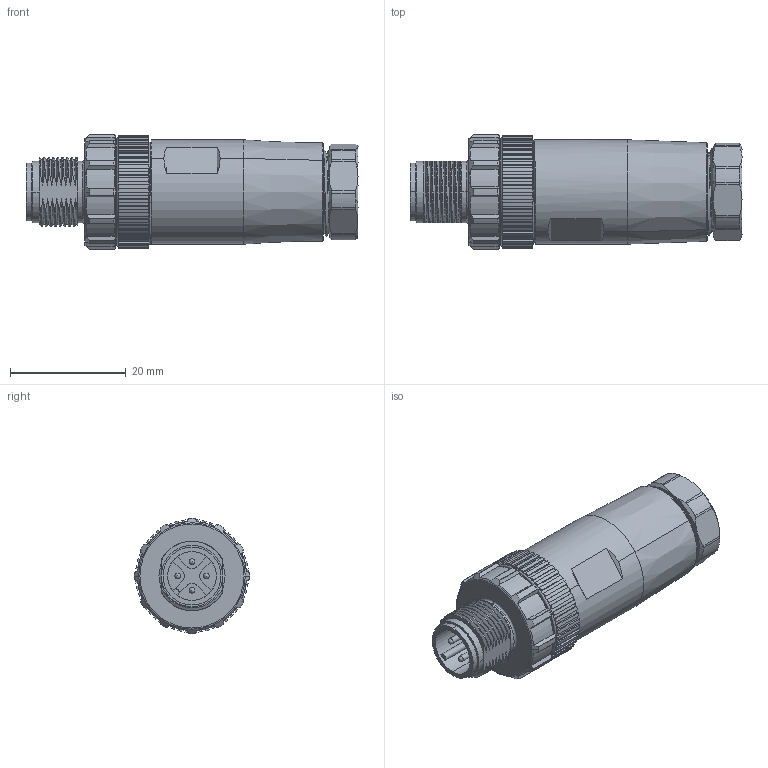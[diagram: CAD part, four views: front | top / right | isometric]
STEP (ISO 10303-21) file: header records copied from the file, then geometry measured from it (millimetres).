
FILE_DESCRIPTION(/* description */ (''),/* implementation_level */ '2;1');
FILE_NAME(/* name */ 'EZ4112-0-9.stp',/* time_stamp */ '2023-03-02T10:16:18+08:00',/* author */ (''),/* organization */ (''),/* preprocessor_version */ 'ST-DEVELOPER v16',/* originating_system */ 'SIEMENS PLM Software NX 10.0',/* authorisation */ '');
FILE_SCHEMA (('AP203_CONFIGURATION_CONTROLLED_3D_DESIGN_OF_MECHANICAL_PARTS_AND_ASSEMBLIES_MIM_LF { 1 0 10303 403 2 1 2}'));
Length unit declared in the file: millimetre
Products named in the file (1): dell73A46962vc23
Bounding box: 57.3 x 20 x 20 mm (x, y, z)
Volume: 12125.7 mm3; surface area: 4625.6 mm2
Topology: 1 solids, 1 shells, 534 faces, 1468 edges, 946 vertices
Faces by surface type: plane 245, cylinder 189, bspline 45, torus 33, cone 18, sphere 4
Full cylindrical faces by diameter (mm): 1 x4, 10 x1, 16.5 x1
Entity records: 21336 total; most frequent: CARTESIAN_POINT 8348, ORIENTED_EDGE 2894, DIRECTION 2448, EDGE_CURVE 1447, VERTEX_POINT 936, AXIS2_PLACEMENT_3D 906, LINE 636, VECTOR 636
